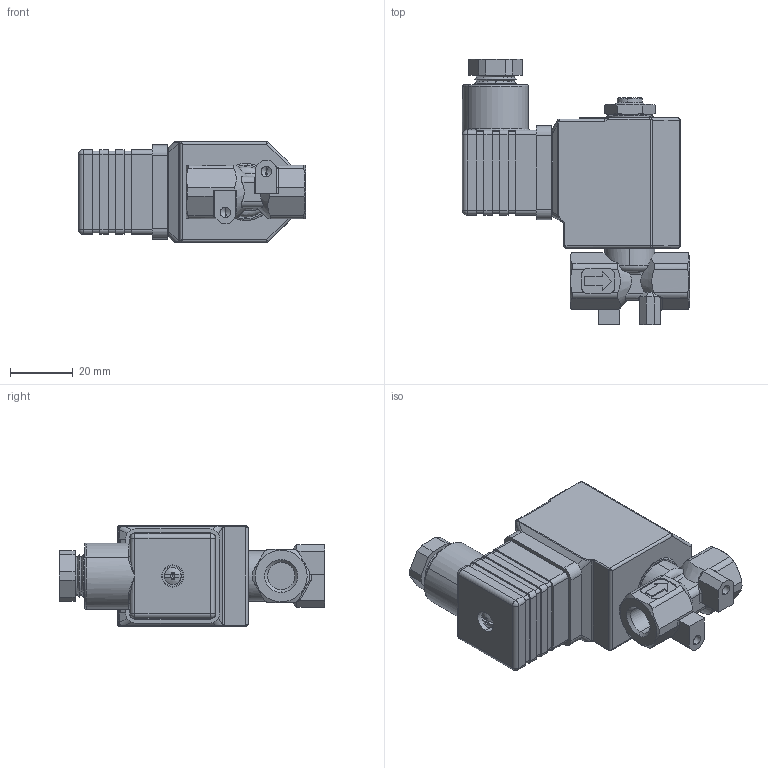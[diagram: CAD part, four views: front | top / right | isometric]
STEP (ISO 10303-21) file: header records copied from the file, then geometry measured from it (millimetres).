
FILE_DESCRIPTION(/* description */ ('VariCAD 2016-1.06 AP-214'),/* implementation_level */ '2;1');
FILE_NAME(/* name */ 'm_218_24v=.stp',/* time_stamp */ '2016-06-16T12:39:24+02:00',/* author */ (''),/* organization */ (''),/* preprocessor_version */ 'ST-DEVELOPER v14',/* originating_system */ 'VariCAD 2016-1.06; kernel version (20130303)',/* authorisation */ '');
FILE_SCHEMA (('AUTOMOTIVE_DESIGN'));
Length unit declared in the file: millimetre
Products named in the file (9): m_218_24v=; m_218_24v=<8>; m_218_24v=<7>; m_218_24v=<6>; m_218_24v=<5>; m_218_24v=<4>; m_218_24v=<3>; m_218_24v=<2>; m_218_24v=<1>
Assembly tree (8 placements, depth 2):
  m_218_24v=
    m_218_24v=<8>
    m_218_24v=<7>
    m_218_24v=<6>
    m_218_24v=<5>
    m_218_24v=<4>
    m_218_24v=<3>
    m_218_24v=<2>
    m_218_24v=<1>
Bounding box: 72.2 x 84.3 x 32 mm (x, y, z)
Volume: 82935.6 mm3; surface area: 28262.3 mm2
Topology: 8 solids, 12 shells, 710 faces, 1752 edges, 1079 vertices
Faces by surface type: plane 333, cylinder 237, cone 67, bspline 32, torus 29, sphere 12
Entity records: 24578 total; most frequent: CARTESIAN_POINT 8046, ORIENTED_EDGE 3452, DIRECTION 3259, EDGE_CURVE 1726, AXIS2_PLACEMENT_3D 1145, VERTEX_POINT 1079, LINE 969, VECTOR 969
